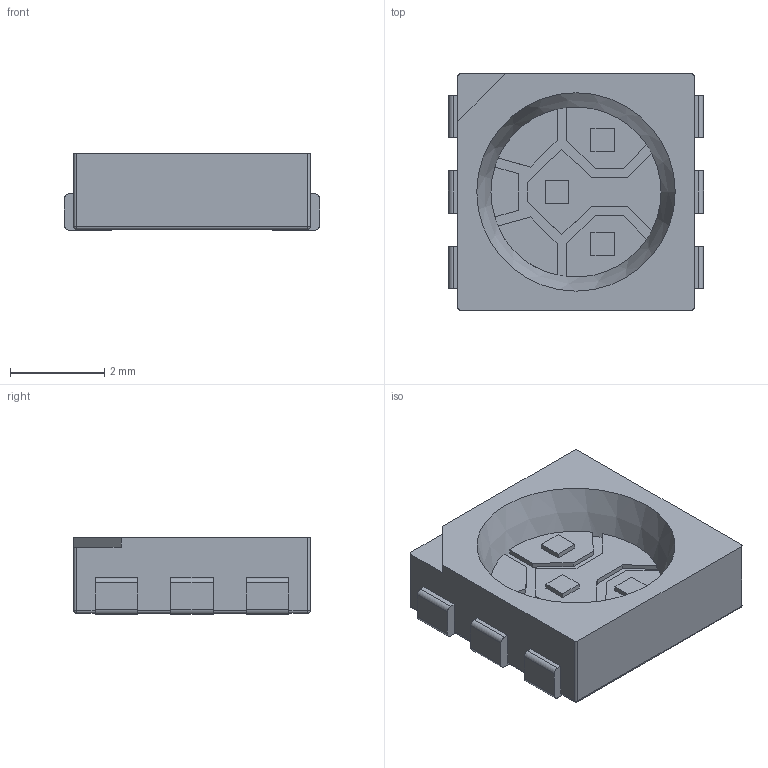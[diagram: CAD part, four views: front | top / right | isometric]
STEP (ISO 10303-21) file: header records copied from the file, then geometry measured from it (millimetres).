
FILE_DESCRIPTION(/* description */ (''),/* implementation_level */ '2;1');
FILE_NAME(/* name */ 'LED SMD 5050 RGB.stp',/* time_stamp */ '2019-03-20T01:35:01+03:00',/* author */ ('Boris'),/* organization */ (''),/* preprocessor_version */ 'ST-DEVELOPER v17.2',/* originating_system */ 'Autodesk Inventor 2019',/* authorisation */ '');
FILE_SCHEMA (('AUTOMOTIVE_DESIGN { 1 0 10303 214 3 1 1 }'));
Length unit declared in the file: millimetre
Products named in the file (1): LED SMD 5050 RGB
Bounding box: 5.4 x 5 x 1.62 mm (x, y, z)
Volume: 29.7 mm3; surface area: 97.9 mm2
Topology: 1 solids, 1 shells, 129 faces, 346 edges, 223 vertices
Faces by surface type: plane 92, cylinder 32, sphere 4, cone 1
Entity records: 4177 total; most frequent: CARTESIAN_POINT 706, ORIENTED_EDGE 692, DIRECTION 677, EDGE_CURVE 346, LINE 273, VECTOR 273, VERTEX_POINT 223, AXIS2_PLACEMENT_3D 202
